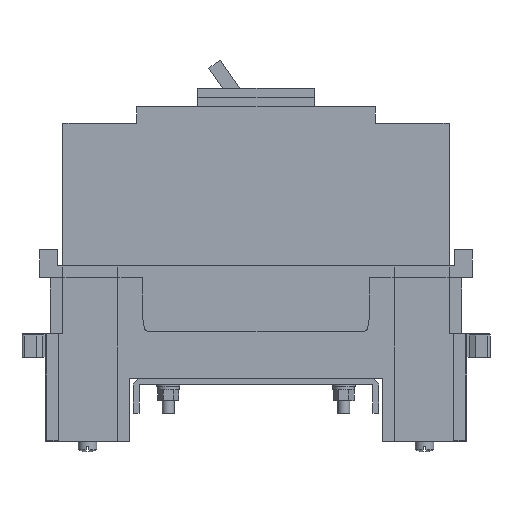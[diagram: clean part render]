
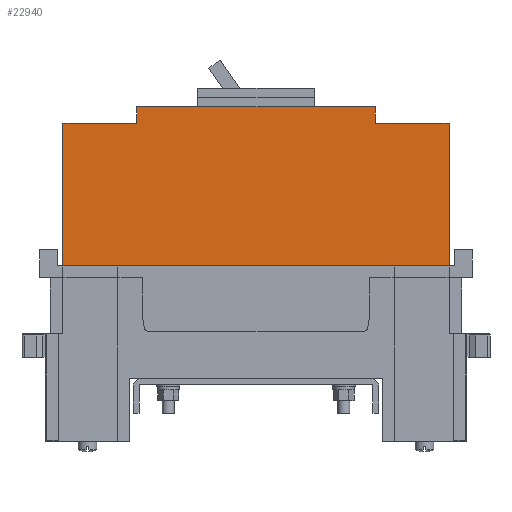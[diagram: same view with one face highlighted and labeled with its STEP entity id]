
A CAD part, left-side view. The second image highlights one B-rep face of the part: STEP entity #22940.
In plain terms, the highlighted planar face has unit normal (-1, 0, 0).
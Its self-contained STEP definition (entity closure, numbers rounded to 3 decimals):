
#22230=CARTESIAN_POINT('',(38.906,430.252,0.));
#22240=DIRECTION('',(1.,-0.,0.));
#22250=DIRECTION('',(0.,0.,-1.));
#22260=AXIS2_PLACEMENT_3D('',#22230,#22240,#22250);
#22270=PLANE('',#22260);
#22280=CARTESIAN_POINT('',(38.906,265.252,0.));
#22290=DIRECTION('',(0.,0.,1.));
#22300=VECTOR('',#22290,1.);
#22310=LINE('',#22280,#22300);
#22320=CARTESIAN_POINT('',(38.906,265.252,
-87.995));
#22330=VERTEX_POINT('',#22320);
#22340=CARTESIAN_POINT('',(38.906,265.252,
-26.995));
#22350=VERTEX_POINT('',#22340);
#22360=EDGE_CURVE('',#22330,#22350,#22310,.T.);
#22370=ORIENTED_EDGE('',*,*,#22360,.T.);
#22380=CARTESIAN_POINT('',(38.906,695.504,
-87.995));
#22390=DIRECTION('',(0.,-1.,0.));
#22400=VECTOR('',#22390,1.);
#22410=LINE('',#22380,#22400);
#22420=CARTESIAN_POINT('',(38.906,430.252,
-87.995));
#22430=VERTEX_POINT('',#22420);
#22440=EDGE_CURVE('',#22430,#22330,#22410,.T.);
#22450=ORIENTED_EDGE('',*,*,#22440,.T.);
#22460=CARTESIAN_POINT('',(38.906,430.252,0.));
#22470=DIRECTION('',(0.,0.,1.));
#22480=VECTOR('',#22470,1.);
#22490=LINE('',#22460,#22480);
#22500=CARTESIAN_POINT('',(38.906,430.252,
-26.995));
#22510=VERTEX_POINT('',#22500);
#22520=EDGE_CURVE('',#22430,#22510,#22490,.T.);
#22530=ORIENTED_EDGE('',*,*,#22520,.F.);
#22540=CARTESIAN_POINT('',(38.906,0.,-26.995));
#22550=DIRECTION('',(0.,-1.,0.));
#22560=VECTOR('',#22550,1.);
#22570=LINE('',#22540,#22560);
#22580=CARTESIAN_POINT('',(38.906,398.752,
-26.995));
#22590=VERTEX_POINT('',#22580);
#22600=EDGE_CURVE('',#22510,#22590,#22570,.T.);
#22610=ORIENTED_EDGE('',*,*,#22600,.F.);
#22620=CARTESIAN_POINT('',(38.906,398.752,0.));
#22630=DIRECTION('',(0.,0.,-1.));
#22640=VECTOR('',#22630,1.);
#22650=LINE('',#22620,#22640);
#22660=CARTESIAN_POINT('',(38.906,398.752,
-19.995));
#22670=VERTEX_POINT('',#22660);
#22680=EDGE_CURVE('',#22670,#22590,#22650,.T.);
#22690=ORIENTED_EDGE('',*,*,#22680,.T.);
#22700=CARTESIAN_POINT('',(38.906,0.,-19.995));
#22710=DIRECTION('',(0.,-1.,0.));
#22720=VECTOR('',#22710,1.);
#22730=LINE('',#22700,#22720);
#22740=CARTESIAN_POINT('',(38.906,296.752,
-19.995));
#22750=VERTEX_POINT('',#22740);
#22760=EDGE_CURVE('',#22670,#22750,#22730,.T.);
#22770=ORIENTED_EDGE('',*,*,#22760,.F.);
#22780=CARTESIAN_POINT('',(38.906,296.752,0.));
#22790=DIRECTION('',(0.,0.,1.));
#22800=VECTOR('',#22790,1.);
#22810=LINE('',#22780,#22800);
#22820=CARTESIAN_POINT('',(38.906,296.752,
-26.995));
#22830=VERTEX_POINT('',#22820);
#22840=EDGE_CURVE('',#22830,#22750,#22810,.T.);
#22850=ORIENTED_EDGE('',*,*,#22840,.T.);
#22860=CARTESIAN_POINT('',(38.906,695.504,
-26.995));
#22870=DIRECTION('',(0.,1.,0.));
#22880=VECTOR('',#22870,1.);
#22890=LINE('',#22860,#22880);
#22900=EDGE_CURVE('',#22350,#22830,#22890,.T.);
#22910=ORIENTED_EDGE('',*,*,#22900,.T.);
#22920=EDGE_LOOP('',(#22910,#22850,#22770,#22690,#22610,#22530,#22450,
#22370));
#22930=FACE_OUTER_BOUND('',#22920,.T.);
#22940=ADVANCED_FACE('',(#22930),#22270,.F.);
